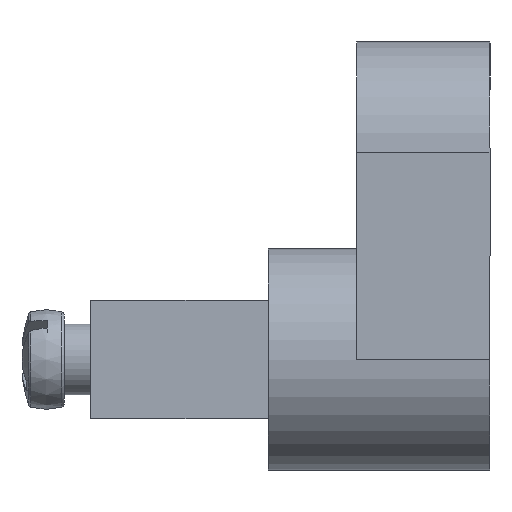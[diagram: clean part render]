
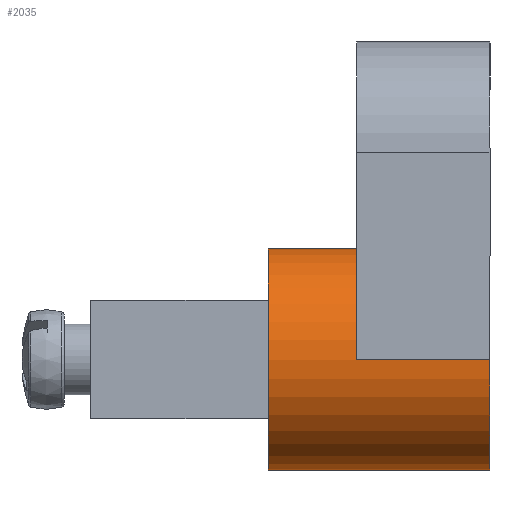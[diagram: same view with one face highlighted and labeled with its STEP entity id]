
A CAD part, left-side view. The second image highlights one B-rep face of the part: STEP entity #2035.
In plain terms, the highlighted cylindrical face has radius 7.5 mm (diameter 15 mm), a full revolution.
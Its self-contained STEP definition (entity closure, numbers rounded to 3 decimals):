
#146=LINE('',#3999,#192);
#147=LINE('',#4002,#193);
#192=VECTOR('',#2819,9.);
#193=VECTOR('',#2822,9.);
#414=FACE_BOUND('',#921,.T.);
#545=CIRCLE('',#2282,7.5);
#546=CIRCLE('',#2283,7.5);
#547=CIRCLE('',#2284,7.5);
#661=FACE_OUTER_BOUND('',#920,.T.);
#920=EDGE_LOOP('',(#1729,#1730,#1731,#1732));
#921=EDGE_LOOP('',(#1733));
#1137=VERTEX_POINT('',#3995);
#1138=VERTEX_POINT('',#3996);
#1139=VERTEX_POINT('',#3998);
#1140=VERTEX_POINT('',#4000);
#1141=VERTEX_POINT('',#4003);
#1342=EDGE_CURVE('',#1137,#1138,#545,.T.);
#1343=EDGE_CURVE('',#1139,#1138,#146,.T.);
#1344=EDGE_CURVE('',#1140,#1139,#546,.T.);
#1345=EDGE_CURVE('',#1140,#1137,#147,.T.);
#1346=EDGE_CURVE('',#1141,#1141,#547,.T.);
#1729=ORIENTED_EDGE('',*,*,#1342,.T.);
#1730=ORIENTED_EDGE('',*,*,#1343,.F.);
#1731=ORIENTED_EDGE('',*,*,#1344,.F.);
#1732=ORIENTED_EDGE('',*,*,#1345,.T.);
#1733=ORIENTED_EDGE('',*,*,#1346,.F.);
#1846=CYLINDRICAL_SURFACE('',#2281,7.5);
#2035=ADVANCED_FACE('',(#661,#414),#1846,.T.);
#2281=AXIS2_PLACEMENT_3D('',#3994,#2815,#2816);
#2282=AXIS2_PLACEMENT_3D('',#3997,#2817,#2818);
#2283=AXIS2_PLACEMENT_3D('',#4001,#2820,#2821);
#2284=AXIS2_PLACEMENT_3D('',#4004,#2823,#2824);
#2815=DIRECTION('center_axis',(0.,1.,0.));
#2816=DIRECTION('ref_axis',(0.,0.,1.));
#2817=DIRECTION('center_axis',(0.,1.,0.));
#2818=DIRECTION('ref_axis',(0.,0.,1.));
#2819=DIRECTION('',(0.,1.,0.));
#2820=DIRECTION('center_axis',(0.,-1.,0.));
#2821=DIRECTION('ref_axis',(0.,0.,1.));
#2822=DIRECTION('',(0.,1.,0.));
#2823=DIRECTION('center_axis',(0.,1.,0.));
#2824=DIRECTION('ref_axis',(0.,0.,1.));
#3994=CARTESIAN_POINT('Origin',(-7.,-10.607,0.));
#3995=CARTESIAN_POINT('',(-7.,9.,7.5));
#3996=CARTESIAN_POINT('',(-7.,9.,-7.5));
#3997=CARTESIAN_POINT('Origin',(-7.,9.,0.));
#3998=CARTESIAN_POINT('',(-7.,0.,-7.5));
#3999=CARTESIAN_POINT('',(-7.,-10.607,-7.5));
#4000=CARTESIAN_POINT('',(-7.,0.,7.5));
#4001=CARTESIAN_POINT('Origin',(-7.,0.,0.));
#4002=CARTESIAN_POINT('',(-7.,-10.607,7.5));
#4003=CARTESIAN_POINT('',(-7.,15.,7.5));
#4004=CARTESIAN_POINT('Origin',(-7.,15.,0.));
